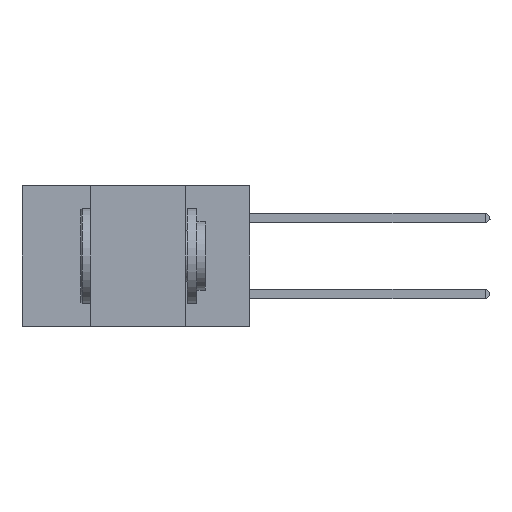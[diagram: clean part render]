
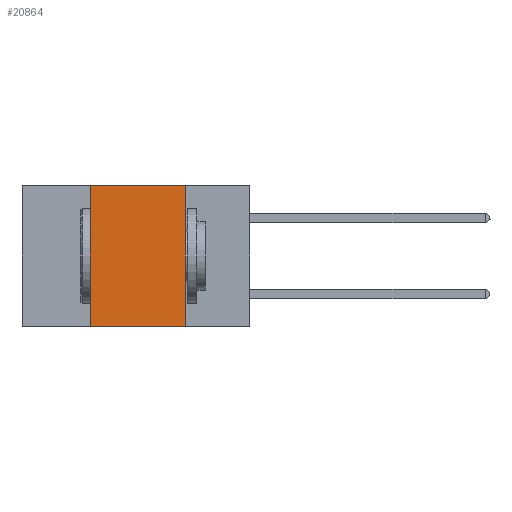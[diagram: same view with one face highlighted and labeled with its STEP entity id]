
A CAD part, left-side view. The second image highlights one B-rep face of the part: STEP entity #20864.
In plain terms, the highlighted planar face has unit normal (-1, 0, 0).
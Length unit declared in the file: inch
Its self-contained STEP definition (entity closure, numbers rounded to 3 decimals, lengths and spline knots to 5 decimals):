
#151 = DIRECTION ( 'NONE',  ( 0., 0., 1. ) ) ;
#1806 = CARTESIAN_POINT ( 'NONE',  ( 0., 0.6, 0. ) ) ;
#4797 = DIRECTION ( 'NONE',  ( 0., -1., 0. ) ) ;
#7218 = ORIENTED_EDGE ( 'NONE', *, *, #30532, .F. ) ;
#7493 = CARTESIAN_POINT ( 'NONE',  ( 0., 0.6, -0.37 ) ) ;
#7770 = VECTOR ( 'NONE', #17447, 39.37008 ) ;
#8109 = EDGE_CURVE ( 'NONE', #10676, #16627, #10971, .T. ) ;
#8441 = PLANE ( 'NONE',  #18096 ) ;
#8910 = CARTESIAN_POINT ( 'NONE',  ( 0., 0.17, -0.37 ) ) ;
#9972 = CARTESIAN_POINT ( 'NONE',  ( 0., 0.42, 0. ) ) ;
#10676 = VERTEX_POINT ( 'NONE', #14085 ) ;
#10814 = DIRECTION ( 'NONE',  ( 0., -1., 0. ) ) ;
#10971 = LINE ( 'NONE', #7493, #36429 ) ;
#11798 = DIRECTION ( 'NONE',  ( 0., 0., -1. ) ) ;
#14085 = CARTESIAN_POINT ( 'NONE',  ( 0., 0.42, -0.37 ) ) ;
#14725 = VECTOR ( 'NONE', #4797, 39.37008 ) ;
#16447 = VERTEX_POINT ( 'NONE', #31057 ) ;
#16627 = VERTEX_POINT ( 'NONE', #8910 ) ;
#16823 = LINE ( 'NONE', #38012, #14725 ) ;
#17447 = DIRECTION ( 'NONE',  ( 0., 0., -1. ) ) ;
#18096 = AXIS2_PLACEMENT_3D ( 'NONE', #1806, #31742, #11798 ) ;
#18155 = ORIENTED_EDGE ( 'NONE', *, *, #19836, .F. ) ;
#18957 = VERTEX_POINT ( 'NONE', #25041 ) ;
#19836 = EDGE_CURVE ( 'NONE', #10676, #16447, #22679, .T. ) ;
#20864 = ADVANCED_FACE ( 'NONE', ( #26263 ), #8441, .F. ) ;
#22679 = LINE ( 'NONE', #9972, #29459 ) ;
#25041 = CARTESIAN_POINT ( 'NONE',  ( 0., 0.17, 0. ) ) ;
#26263 = FACE_OUTER_BOUND ( 'NONE', #39142, .T. ) ;
#29459 = VECTOR ( 'NONE', #151, 39.37008 ) ;
#29534 = ORIENTED_EDGE ( 'NONE', *, *, #8109, .T. ) ;
#30532 = EDGE_CURVE ( 'NONE', #16447, #18957, #16823, .T. ) ;
#31057 = CARTESIAN_POINT ( 'NONE',  ( 0., 0.42, 0. ) ) ;
#31214 = LINE ( 'NONE', #33978, #7770 ) ;
#31742 = DIRECTION ( 'NONE',  ( 1., 0., 0. ) ) ;
#32405 = EDGE_CURVE ( 'NONE', #18957, #16627, #31214, .T. ) ;
#33978 = CARTESIAN_POINT ( 'NONE',  ( 0., 0.17, 0. ) ) ;
#36429 = VECTOR ( 'NONE', #10814, 39.37008 ) ;
#38012 = CARTESIAN_POINT ( 'NONE',  ( 0., 0.6, 0. ) ) ;
#39142 = EDGE_LOOP ( 'NONE', ( #39409, #7218, #18155, #29534 ) ) ;
#39409 = ORIENTED_EDGE ( 'NONE', *, *, #32405, .F. ) ;
